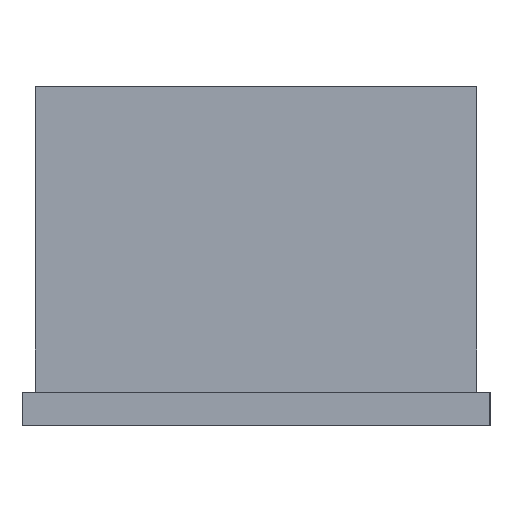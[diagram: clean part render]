
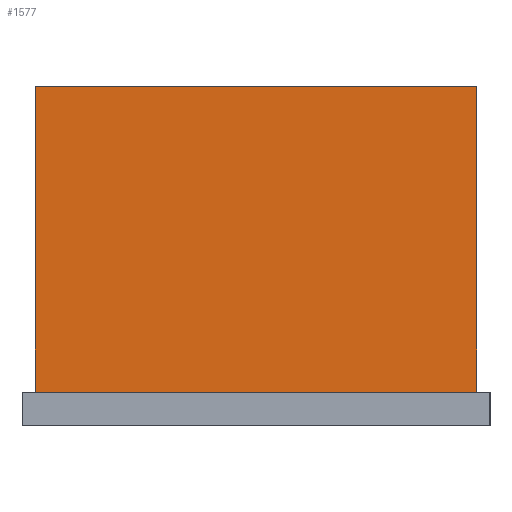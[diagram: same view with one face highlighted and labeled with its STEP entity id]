
A CAD part, left-side view. The second image highlights one B-rep face of the part: STEP entity #1577.
In plain terms, the highlighted planar face has unit normal (-1, 0, 0).
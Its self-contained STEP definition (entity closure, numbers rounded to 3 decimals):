
#3 = EDGE_CURVE ( 'NONE', #182, #91, #1167, .T. ) ;
#91 = VERTEX_POINT ( 'NONE', #727 ) ;
#148 = VECTOR ( 'NONE', #1602, 1000. ) ;
#182 = VERTEX_POINT ( 'NONE', #910 ) ;
#198 = ORIENTED_EDGE ( 'NONE', *, *, #730, .T. ) ;
#227 = LINE ( 'NONE', #608, #1141 ) ;
#274 = VERTEX_POINT ( 'NONE', #1340 ) ;
#280 = CARTESIAN_POINT ( 'NONE',  ( -12.802, -33., 149.335 ) ) ;
#304 = ORIENTED_EDGE ( 'NONE', *, *, #3, .F. ) ;
#309 = DIRECTION ( 'NONE',  ( 0., 0., -1. ) ) ;
#328 = CARTESIAN_POINT ( 'NONE',  ( -12.802, 33., 50.708 ) ) ;
#370 = DIRECTION ( 'NONE',  ( 0., 0., -1. ) ) ;
#389 = VERTEX_POINT ( 'NONE', #328 ) ;
#390 = EDGE_CURVE ( 'NONE', #389, #182, #1207, .T. ) ;
#431 = PLANE ( 'NONE',  #711 ) ;
#460 = CARTESIAN_POINT ( 'NONE',  ( -12.802, 33., 149.335 ) ) ;
#558 = ORIENTED_EDGE ( 'NONE', *, *, #390, .F. ) ;
#576 = LINE ( 'NONE', #831, #822 ) ;
#608 = CARTESIAN_POINT ( 'NONE',  ( -12.802, 33., 149.335 ) ) ;
#670 = EDGE_CURVE ( 'NONE', #274, #91, #576, .T. ) ;
#703 = FACE_OUTER_BOUND ( 'NONE', #1418, .T. ) ;
#711 = AXIS2_PLACEMENT_3D ( 'NONE', #460, #1213, #309 ) ;
#727 = CARTESIAN_POINT ( 'NONE',  ( -12.802, -33., 5. ) ) ;
#730 = EDGE_CURVE ( 'NONE', #389, #274, #227, .T. ) ;
#822 = VECTOR ( 'NONE', #1338, 1000. ) ;
#831 = CARTESIAN_POINT ( 'NONE',  ( -12.802, 33., 5. ) ) ;
#857 = CARTESIAN_POINT ( 'NONE',  ( -12.802, 33., 50.708 ) ) ;
#910 = CARTESIAN_POINT ( 'NONE',  ( -12.802, -33., 50.708 ) ) ;
#1141 = VECTOR ( 'NONE', #370, 1000. ) ;
#1167 = LINE ( 'NONE', #280, #1607 ) ;
#1183 = DIRECTION ( 'NONE',  ( 0., 0., -1. ) ) ;
#1207 = LINE ( 'NONE', #857, #148 ) ;
#1213 = DIRECTION ( 'NONE',  ( 1., 0., 0. ) ) ;
#1338 = DIRECTION ( 'NONE',  ( 0., -1., 0. ) ) ;
#1340 = CARTESIAN_POINT ( 'NONE',  ( -12.802, 33., 5. ) ) ;
#1418 = EDGE_LOOP ( 'NONE', ( #558, #198, #1551, #304 ) ) ;
#1551 = ORIENTED_EDGE ( 'NONE', *, *, #670, .T. ) ;
#1577 = ADVANCED_FACE ( 'NONE', ( #703 ), #431, .F. ) ;
#1602 = DIRECTION ( 'NONE',  ( 0., -1., 0. ) ) ;
#1607 = VECTOR ( 'NONE', #1183, 1000. ) ;
